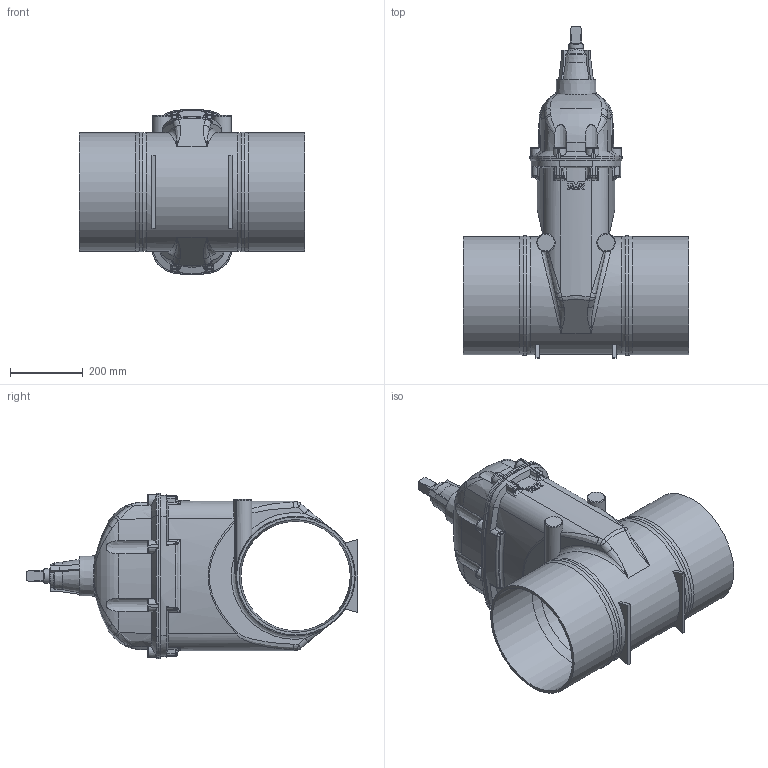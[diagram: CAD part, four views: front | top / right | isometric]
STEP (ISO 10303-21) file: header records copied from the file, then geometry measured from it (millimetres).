
FILE_DESCRIPTION (( 'STEP AP203' ), '1' );
FILE_NAME ('O_46_70_DN300_X1X_AA0_step.step', '2015-12-17T12:44:43', ( 'Windows User' ), ( 'AVK' ), 'SwSTEP 2.0', 'SolidWorks 2012', '' );
FILE_SCHEMA (( 'CONFIG_CONTROL_DESIGN' ));
Length unit declared in the file: millimetre
Products named in the file (1): O_46_70_DN300_X1X_AA0_step
Bounding box: 620 x 911 x 453.35 mm (x, y, z)
Volume: 39583808.7 mm3; surface area: 1818997 mm2
Topology: 1 solids, 1 shells, 428 faces, 1111 edges, 667 vertices
Faces by surface type: cone 109, plane 105, bspline 102, cylinder 69, torus 39, sphere 4
Full cylindrical faces by diameter (mm): 40 x1, 300 x1, 309.7 x2, 323.9 x2, 324 x1, 328.016 x2
Entity records: 19250 total; most frequent: CARTESIAN_POINT 10158, ORIENTED_EDGE 2112, DIRECTION 1596, EDGE_CURVE 1056, AXIS2_PLACEMENT_3D 691, VERTEX_POINT 658, EDGE_LOOP 458, FACE_OUTER_BOUND 439
